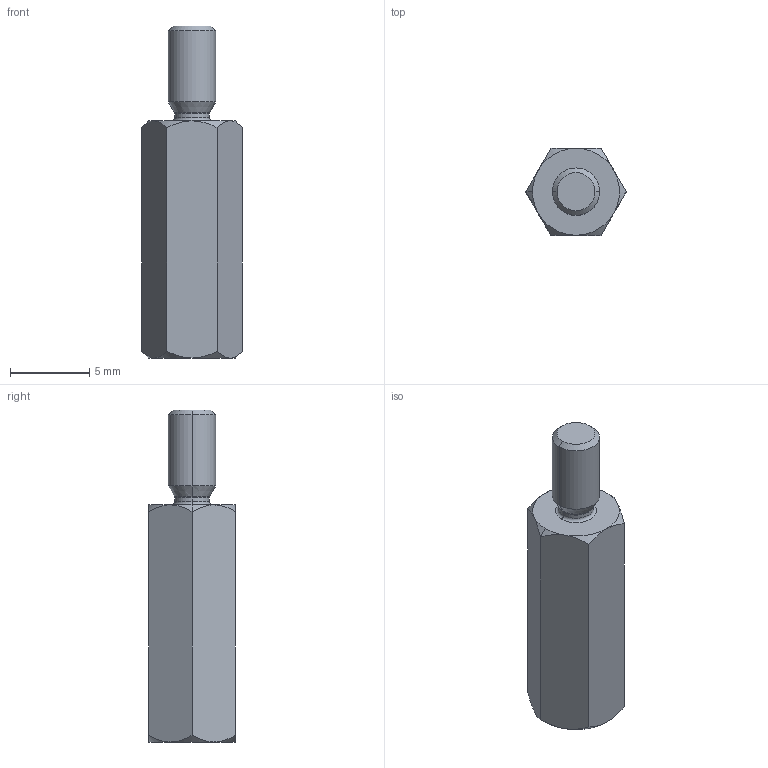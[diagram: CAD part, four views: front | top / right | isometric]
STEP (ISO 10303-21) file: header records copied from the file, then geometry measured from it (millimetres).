
FILE_DESCRIPTION (( 'STEP AP214' ), '1' );
FILE_NAME ('Download_STEP_971150324 (rev1).STEP', '2023-03-12T21:24:08', ( '' ), ( '' ), 'SwSTEP 2.0', 'SolidWorks 2022', '' );
FILE_SCHEMA (( 'AUTOMOTIVE_DESIGN' ));
Length unit declared in the file: millimetre
Products named in the file (1): Download_STEP_971150324 (rev1)
Bounding box: 6.35 x 5.5 x 21 mm (x, y, z)
Volume: 382.6 mm3; surface area: 467.6 mm2
Topology: 1 solids, 1 shells, 43 faces, 92 edges, 51 vertices
Faces by surface type: cone 22, plane 9, cylinder 8, torus 4
Entity records: 1386 total; most frequent: CARTESIAN_POINT 455, DIRECTION 196, ORIENTED_EDGE 180, EDGE_CURVE 90, AXIS2_PLACEMENT_3D 86, VERTEX_POINT 51, EDGE_LOOP 45, FACE_OUTER_BOUND 43
